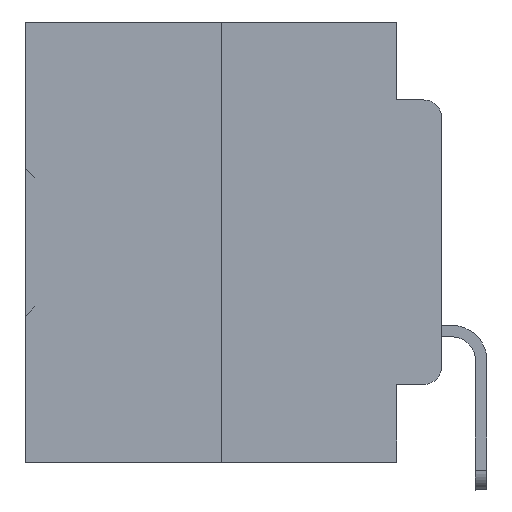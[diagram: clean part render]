
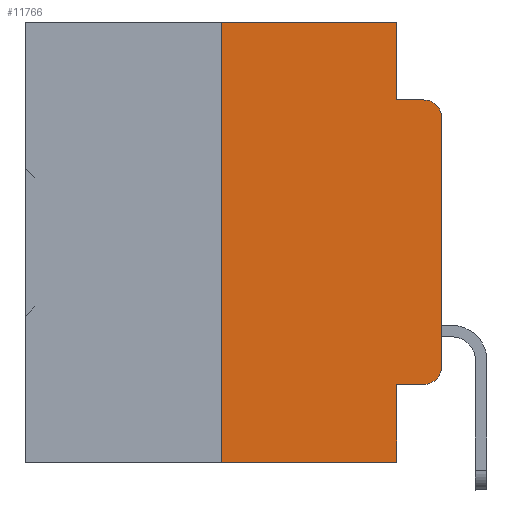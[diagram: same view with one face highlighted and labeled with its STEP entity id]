
A CAD part, left-side view. The second image highlights one B-rep face of the part: STEP entity #11766.
In plain terms, the highlighted planar face has unit normal (-1, 0, 0).
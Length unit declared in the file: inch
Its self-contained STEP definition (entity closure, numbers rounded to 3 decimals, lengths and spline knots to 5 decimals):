
#1387 = CARTESIAN_POINT ( 'NONE',  ( 0., 0.25, 0. ) ) ;
#1656 = VERTEX_POINT ( 'NONE', #14162 ) ;
#1833 = DIRECTION ( 'NONE',  ( -1., 0., 0. ) ) ;
#2040 = AXIS2_PLACEMENT_3D ( 'NONE', #36369, #13369, #36556 ) ;
#3038 = CARTESIAN_POINT ( 'NONE',  ( 0., 0., -0.1085 ) ) ;
#3267 = EDGE_LOOP ( 'NONE', ( #22554, #24044, #33838, #7585, #10672, #5143, #26150, #36471, #15776, #34005 ) ) ;
#3497 = LINE ( 'NONE', #3683, #11918 ) ;
#3683 = CARTESIAN_POINT ( 'NONE',  ( 0., 0.051, 0. ) ) ;
#4020 = PLANE ( 'NONE',  #19730 ) ;
#4039 = EDGE_CURVE ( 'NONE', #7018, #37089, #31043, .T. ) ;
#4697 = DIRECTION ( 'NONE',  ( 0., -1., 0. ) ) ;
#5143 = ORIENTED_EDGE ( 'NONE', *, *, #34950, .F. ) ;
#6173 = EDGE_CURVE ( 'NONE', #6198, #20546, #24436, .T. ) ;
#6198 = VERTEX_POINT ( 'NONE', #13949 ) ;
#7018 = VERTEX_POINT ( 'NONE', #3038 ) ;
#7500 = EDGE_CURVE ( 'NONE', #24695, #16687, #12976, .T. ) ;
#7542 = CARTESIAN_POINT ( 'NONE',  ( 0., 0.051, -0.4115 ) ) ;
#7585 = ORIENTED_EDGE ( 'NONE', *, *, #14122, .F. ) ;
#7665 = DIRECTION ( 'NONE',  ( 0., 0., -1. ) ) ;
#8276 = CARTESIAN_POINT ( 'NONE',  ( 0., 0.02, -0.1085 ) ) ;
#9504 = VECTOR ( 'NONE', #7665, 39.37008 ) ;
#10137 = DIRECTION ( 'NONE',  ( 0., 0., 1. ) ) ;
#10387 = VECTOR ( 'NONE', #10137, 39.37008 ) ;
#10672 = ORIENTED_EDGE ( 'NONE', *, *, #23778, .F. ) ;
#11766 = ADVANCED_FACE ( 'NONE', ( #21720 ), #4020, .F. ) ;
#11918 = VECTOR ( 'NONE', #27226, 39.37008 ) ;
#12789 = CARTESIAN_POINT ( 'NONE',  ( 0., 0.051, 0. ) ) ;
#12976 = CIRCLE ( 'NONE', #2040, 0.02 ) ;
#13369 = DIRECTION ( 'NONE',  ( -1., 0., 0. ) ) ;
#13610 = CARTESIAN_POINT ( 'NONE',  ( 0., 0.051, -0.0885 ) ) ;
#13656 = LINE ( 'NONE', #16708, #25670 ) ;
#13805 = DIRECTION ( 'NONE',  ( 0., 0., -1. ) ) ;
#13949 = CARTESIAN_POINT ( 'NONE',  ( 0., 0.25, -0.5 ) ) ;
#14122 = EDGE_CURVE ( 'NONE', #18226, #15991, #16223, .T. ) ;
#14162 = CARTESIAN_POINT ( 'NONE',  ( 0., 0.051, -0.4115 ) ) ;
#14496 = CARTESIAN_POINT ( 'NONE',  ( 0., 0.473, -0.5 ) ) ;
#14533 = CARTESIAN_POINT ( 'NONE',  ( 0., 0.02, -0.0885 ) ) ;
#15257 = VECTOR ( 'NONE', #16663, 39.37008 ) ;
#15616 = DIRECTION ( 'NONE',  ( 1., 0., 0. ) ) ;
#15776 = ORIENTED_EDGE ( 'NONE', *, *, #37017, .T. ) ;
#15991 = VERTEX_POINT ( 'NONE', #29642 ) ;
#16101 = LINE ( 'NONE', #7542, #21326 ) ;
#16223 = LINE ( 'NONE', #12789, #9504 ) ;
#16659 = CARTESIAN_POINT ( 'NONE',  ( 0., 0.051, 0. ) ) ;
#16663 = DIRECTION ( 'NONE',  ( 0., -1., 0. ) ) ;
#16687 = VERTEX_POINT ( 'NONE', #31467 ) ;
#16708 = CARTESIAN_POINT ( 'NONE',  ( 0., 0.473, 0. ) ) ;
#17142 = VECTOR ( 'NONE', #31598, 39.37008 ) ;
#18226 = VERTEX_POINT ( 'NONE', #16659 ) ;
#18722 = LINE ( 'NONE', #1387, #10387 ) ;
#19561 = AXIS2_PLACEMENT_3D ( 'NONE', #8276, #1833, #13805 ) ;
#19656 = DIRECTION ( 'NONE',  ( 0., 0., 1. ) ) ;
#19730 = AXIS2_PLACEMENT_3D ( 'NONE', #24747, #15616, #27379 ) ;
#20030 = VECTOR ( 'NONE', #19656, 39.37008 ) ;
#20546 = VERTEX_POINT ( 'NONE', #28233 ) ;
#21326 = VECTOR ( 'NONE', #4697, 39.37008 ) ;
#21720 = FACE_OUTER_BOUND ( 'NONE', #3267, .T. ) ;
#22554 = ORIENTED_EDGE ( 'NONE', *, *, #33889, .T. ) ;
#23778 = EDGE_CURVE ( 'NONE', #25985, #18226, #13656, .T. ) ;
#24044 = ORIENTED_EDGE ( 'NONE', *, *, #4039, .T. ) ;
#24436 = LINE ( 'NONE', #14496, #17142 ) ;
#24695 = VERTEX_POINT ( 'NONE', #25126 ) ;
#24747 = CARTESIAN_POINT ( 'NONE',  ( 0., 0.473, 0. ) ) ;
#25126 = CARTESIAN_POINT ( 'NONE',  ( 0., 0.02, -0.4115 ) ) ;
#25259 = DIRECTION ( 'NONE',  ( 0., -1., 0. ) ) ;
#25670 = VECTOR ( 'NONE', #25259, 39.37008 ) ;
#25985 = VERTEX_POINT ( 'NONE', #32492 ) ;
#26150 = ORIENTED_EDGE ( 'NONE', *, *, #6173, .T. ) ;
#27226 = DIRECTION ( 'NONE',  ( 0., 0., -1. ) ) ;
#27379 = DIRECTION ( 'NONE',  ( 0., 0., -1. ) ) ;
#27792 = LINE ( 'NONE', #33696, #20030 ) ;
#28233 = CARTESIAN_POINT ( 'NONE',  ( 0., 0.051, -0.5 ) ) ;
#29642 = CARTESIAN_POINT ( 'NONE',  ( 0., 0.051, -0.0885 ) ) ;
#30573 = EDGE_CURVE ( 'NONE', #1656, #20546, #3497, .T. ) ;
#31043 = CIRCLE ( 'NONE', #19561, 0.02 ) ;
#31467 = CARTESIAN_POINT ( 'NONE',  ( 0., 0., -0.3915 ) ) ;
#31598 = DIRECTION ( 'NONE',  ( 0., -1., 0. ) ) ;
#32492 = CARTESIAN_POINT ( 'NONE',  ( 0., 0.25, 0. ) ) ;
#33696 = CARTESIAN_POINT ( 'NONE',  ( 0., 0., 0. ) ) ;
#33838 = ORIENTED_EDGE ( 'NONE', *, *, #35635, .F. ) ;
#33889 = EDGE_CURVE ( 'NONE', #16687, #7018, #27792, .T. ) ;
#34005 = ORIENTED_EDGE ( 'NONE', *, *, #7500, .T. ) ;
#34950 = EDGE_CURVE ( 'NONE', #6198, #25985, #18722, .T. ) ;
#35635 = EDGE_CURVE ( 'NONE', #15991, #37089, #36611, .T. ) ;
#36369 = CARTESIAN_POINT ( 'NONE',  ( 0., 0.02, -0.3915 ) ) ;
#36471 = ORIENTED_EDGE ( 'NONE', *, *, #30573, .F. ) ;
#36556 = DIRECTION ( 'NONE',  ( 0., 0., -1. ) ) ;
#36611 = LINE ( 'NONE', #13610, #15257 ) ;
#37017 = EDGE_CURVE ( 'NONE', #1656, #24695, #16101, .T. ) ;
#37089 = VERTEX_POINT ( 'NONE', #14533 ) ;
